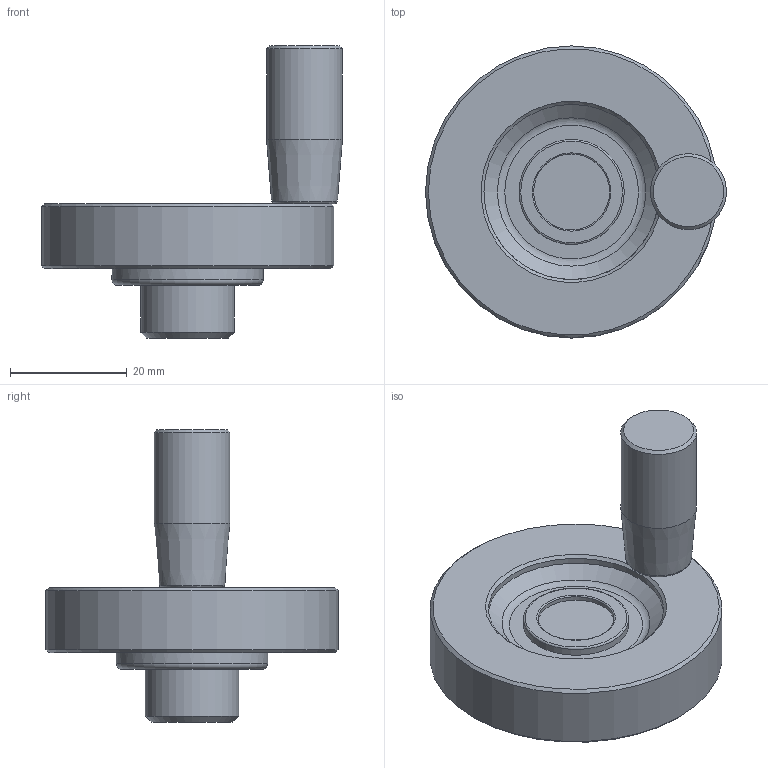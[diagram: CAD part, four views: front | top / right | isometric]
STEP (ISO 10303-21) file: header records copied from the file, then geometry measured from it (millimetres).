
FILE_DESCRIPTION( ( 'Unknown' ), '1' );
FILE_NAME( '7102001_VPRA050_M.stp', 'Unknown', ( 'Unknown' ), ( 'Unknown' ), 'PSStep 11.0', 'Unknown', ' ' );
FILE_SCHEMA( ( 'AUTOMOTIVE_DESIGN { 1 0 10303 214 1 1 1 1 }' ) );
Length unit declared in the file: millimetre
Products named in the file (1): 1831089
Bounding box: 51.5 x 50 x 50 mm (x, y, z)
Volume: 24806 mm3; surface area: 8423 mm2
Topology: 1 solids, 3 shells, 78 faces, 184 edges, 113 vertices
Faces by surface type: plane 31, cone 15, cylinder 13, bspline 11, torus 8
Full cylindrical faces by diameter (mm): 3.1 x1, 4 x1, 4.917 x1, 5 x1, 5.1 x1, 13 x2, 16 x1, 18 x1, 25.9 x1, 30 x1, 50 x1
Entity records: 3980 total; most frequent: CARTESIAN_POINT 1803, DIRECTION 324, ORIENTED_EDGE 272, AXIS2_PLACEMENT_3D 141, EDGE_CURVE 136, EDGE_LOOP 115, VERTEX_POINT 99, FACE_OUTER_BOUND 95
